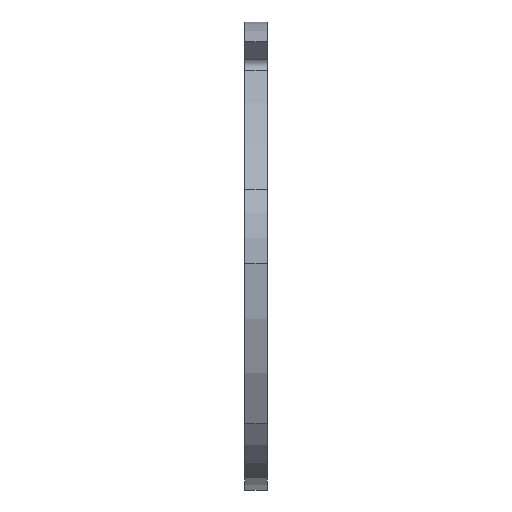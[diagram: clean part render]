
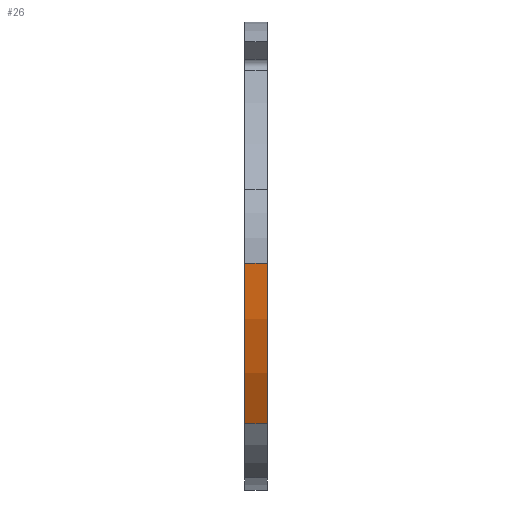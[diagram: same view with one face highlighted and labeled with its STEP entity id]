
A CAD part, front view. The second image highlights one B-rep face of the part: STEP entity #26.
In plain terms, the highlighted cylindrical face has radius 90 mm (diameter 180 mm), a partial arc.
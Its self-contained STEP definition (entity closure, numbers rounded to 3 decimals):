
#3 = DIRECTION ( 'NONE',  ( 0., 0.866, -0.5 ) ) ;
#26 = ADVANCED_FACE ( 'NONE', ( #297 ), #1652, .T. ) ;
#28 = DIRECTION ( 'NONE',  ( 1., 0., 0. ) ) ;
#44 = CARTESIAN_POINT ( 'NONE',  ( 3., -58.983, -1.897 ) ) ;
#85 = CARTESIAN_POINT ( 'NONE',  ( -3., -46.848, -45.288 ) ) ;
#114 = EDGE_CURVE ( 'NONE', #2087, #270, #2194, .T. ) ;
#233 = DIRECTION ( 'NONE',  ( 0., 0.866, -0.5 ) ) ;
#270 = VERTEX_POINT ( 'NONE', #586 ) ;
#276 = DIRECTION ( 'NONE',  ( 0., 0., -1. ) ) ;
#279 = DIRECTION ( 'NONE',  ( -1., 0., 0. ) ) ;
#297 = FACE_OUTER_BOUND ( 'NONE', #1901, .T. ) ;
#434 = CARTESIAN_POINT ( 'NONE',  ( -3., 31., -0.125 ) ) ;
#470 = DIRECTION ( 'NONE',  ( 1., 0., 0. ) ) ;
#478 = VECTOR ( 'NONE', #279, 1000. ) ;
#586 = CARTESIAN_POINT ( 'NONE',  ( 3., -46.848, -45.288 ) ) ;
#725 = VERTEX_POINT ( 'NONE', #1157 ) ;
#766 = ORIENTED_EDGE ( 'NONE', *, *, #1096, .T. ) ;
#816 = ORIENTED_EDGE ( 'NONE', *, *, #1525, .F. ) ;
#835 = CIRCLE ( 'NONE', #1335, 90. ) ;
#984 = LINE ( 'NONE', #1471, #478 ) ;
#1012 = CIRCLE ( 'NONE', #2172, 90. ) ;
#1040 = CARTESIAN_POINT ( 'NONE',  ( 3., 31., -0.125 ) ) ;
#1096 = EDGE_CURVE ( 'NONE', #725, #2087, #835, .T. ) ;
#1157 = CARTESIAN_POINT ( 'NONE',  ( -3., -58.983, -1.897 ) ) ;
#1231 = EDGE_CURVE ( 'NONE', #2604, #725, #984, .T. ) ;
#1299 = CARTESIAN_POINT ( 'NONE',  ( -3., 31., -0.125 ) ) ;
#1308 = AXIS2_PLACEMENT_3D ( 'NONE', #1299, #470, #276 ) ;
#1335 = AXIS2_PLACEMENT_3D ( 'NONE', #434, #2250, #233 ) ;
#1350 = VECTOR ( 'NONE', #2520, 1000. ) ;
#1356 = ORIENTED_EDGE ( 'NONE', *, *, #114, .T. ) ;
#1471 = CARTESIAN_POINT ( 'NONE',  ( 0., -58.983, -1.897 ) ) ;
#1517 = CARTESIAN_POINT ( 'NONE',  ( -3., -46.848, -45.288 ) ) ;
#1525 = EDGE_CURVE ( 'NONE', #2604, #270, #1012, .T. ) ;
#1652 = CYLINDRICAL_SURFACE ( 'NONE', #1308, 90. ) ;
#1901 = EDGE_LOOP ( 'NONE', ( #816, #2560, #766, #1356 ) ) ;
#2087 = VERTEX_POINT ( 'NONE', #1517 ) ;
#2172 = AXIS2_PLACEMENT_3D ( 'NONE', #1040, #28, #3 ) ;
#2194 = LINE ( 'NONE', #85, #1350 ) ;
#2250 = DIRECTION ( 'NONE',  ( 1., 0., 0. ) ) ;
#2520 = DIRECTION ( 'NONE',  ( 1., 0., 0. ) ) ;
#2560 = ORIENTED_EDGE ( 'NONE', *, *, #1231, .T. ) ;
#2604 = VERTEX_POINT ( 'NONE', #44 ) ;
